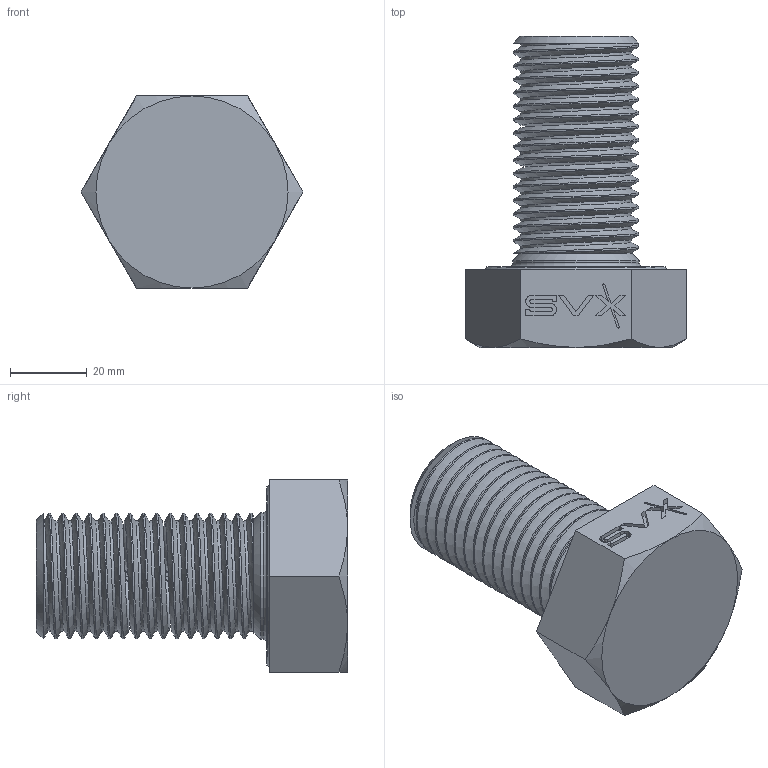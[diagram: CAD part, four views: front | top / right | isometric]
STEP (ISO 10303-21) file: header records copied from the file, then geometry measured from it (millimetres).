
FILE_DESCRIPTION(/* description */ (''),/* implementation_level */ '2;1');
FILE_NAME(/* name */ 'sroub v4.step',/* time_stamp */ '2019-07-31T10:31:39+02:00',/* author */ (''),/* organization */ (''),/* preprocessor_version */ 'ST-DEVELOPER v18',/* originating_system */ 'Autodesk Translation Framework v8.2.0.1029',/* authorisation */ '');
FILE_SCHEMA (('AUTOMOTIVE_DESIGN { 1 0 10303 214 3 1 1 }'));
Length unit declared in the file: millimetre
Products named in the file (1): DIN 933 - d M33 x l 60 - 8.8 - A
Bounding box: 57.73 x 81 x 50 mm (x, y, z)
Volume: 91728.1 mm3; surface area: 17861 mm2
Topology: 1 solids, 1 shells, 117 faces, 316 edges, 206 vertices
Faces by surface type: plane 49, cylinder 38, bspline 20, cone 9, torus 1
Full cylindrical faces by diameter (mm): 28.753 x17, 32.755 x15, 33 x1, 46.5 x1
Entity records: 7540 total; most frequent: CARTESIAN_POINT 4847, ORIENTED_EDGE 632, DIRECTION 434, EDGE_CURVE 316, VERTEX_POINT 206, LINE 168, VECTOR 168, AXIS2_PLACEMENT_3D 133
